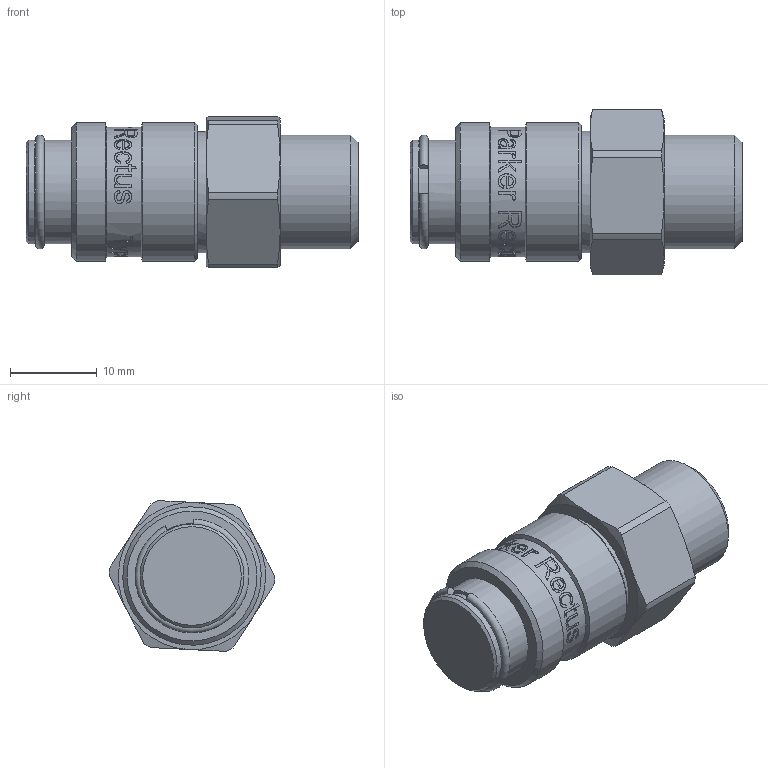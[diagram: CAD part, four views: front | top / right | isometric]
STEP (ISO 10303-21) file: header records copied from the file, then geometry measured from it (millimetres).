
FILE_DESCRIPTION((''),'2;1');
FILE_NAME('21kliw13mpn.stp','2014-12-19T13:41:00',('SSC01480'),(''),'Autodesk Inventor 2013','Autodesk Inventor 2013','');
FILE_SCHEMA(('AUTOMOTIVE_DESIGN { 1 0 10303 214 1 1 1 1 }'));
Length unit declared in the file: millimetre
Products named in the file (1): D113087
Bounding box: 38.35 x 19.15 x 17.42 mm (x, y, z)
Volume: 6390.4 mm3; surface area: 4274.4 mm2
Topology: 1 solids, 2 shells, 347 faces, 890 edges, 588 vertices
Faces by surface type: bspline 138, plane 125, cylinder 49, cone 33, torus 2
Full cylindrical faces by diameter (mm): 9.5 x1, 10.45 x1, 11.2 x1, 11.3 x1, 11.46 x1, 12 x2, 12.15 x1, 12.75 x1, 13.157 x1, 14 x2, 14.6 x1, 15 x1, 16 x2
Entity records: 43695 total; most frequent: CARTESIAN_POINT 36197, ORIENTED_EDGE 1686, DIRECTION 993, EDGE_CURVE 843, VERTEX_POINT 575, EDGE_LOOP 424, B_SPLINE_CURVE_WITH_KNOTS 380, FACE_OUTER_BOUND 347
